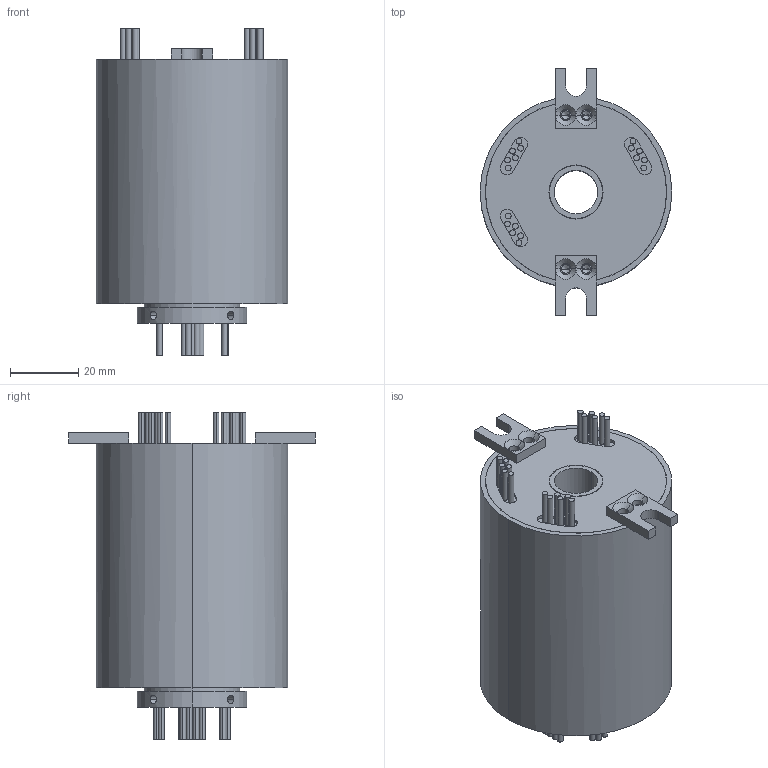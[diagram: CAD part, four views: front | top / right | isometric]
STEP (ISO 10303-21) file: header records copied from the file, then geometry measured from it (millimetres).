
FILE_DESCRIPTION (( 'STEP AP214' ), '1' );
FILE_NAME ('RT1256-P1810.STEP', '2020-07-16T03:39:31', ( 'admin321' ), ( '' ), 'SwSTEP 2.0', 'SolidWorks 2014', '' );
FILE_SCHEMA (( 'AUTOMOTIVE_DESIGN' ));
Length unit declared in the file: millimetre
Products named in the file (1): RT1256-P1810
Bounding box: 56 x 72 x 95.7 mm (x, y, z)
Volume: 171794.2 mm3; surface area: 26283.1 mm2
Topology: 1 solids, 1 shells, 254 faces, 577 edges, 366 vertices
Faces by surface type: cylinder 150, plane 88, cone 16
Entity records: 7665 total; most frequent: CARTESIAN_POINT 1486, DIRECTION 1373, ORIENTED_EDGE 1138, EDGE_CURVE 569, AXIS2_PLACEMENT_3D 565, VERTEX_POINT 366, EDGE_LOOP 317, CIRCLE 310
